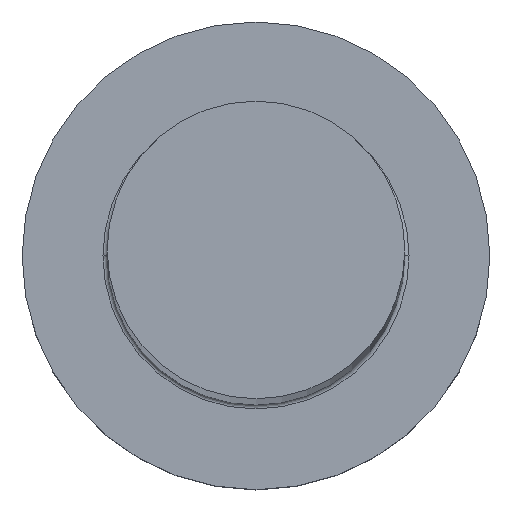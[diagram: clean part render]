
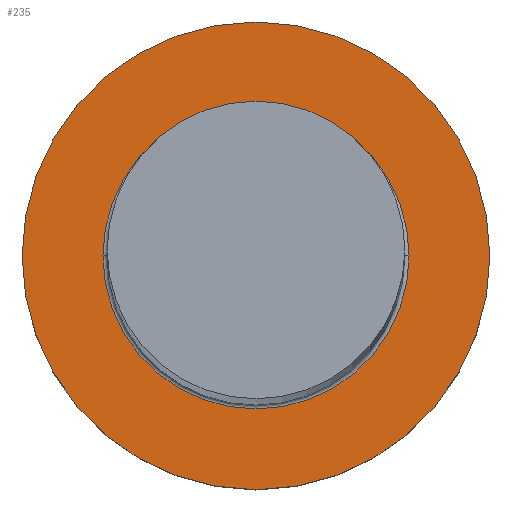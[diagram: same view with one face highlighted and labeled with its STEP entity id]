
A CAD part, top view. The second image highlights one B-rep face of the part: STEP entity #235.
In plain terms, the highlighted planar face has unit normal (0, 0, 1).
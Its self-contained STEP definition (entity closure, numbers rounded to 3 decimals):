
#1 = DIRECTION ( 'NONE',  ( 0., 0., 1. ) ) ;
#21 = DIRECTION ( 'NONE',  ( 0., 0., 1. ) ) ;
#22 = AXIS2_PLACEMENT_3D ( 'NONE', #226, #249, #135 ) ;
#29 = AXIS2_PLACEMENT_3D ( 'NONE', #234, #21, #240 ) ;
#33 = CIRCLE ( 'NONE', #194, 11. ) ;
#34 = EDGE_CURVE ( 'NONE', #180, #225, #155, .T. ) ;
#40 = CARTESIAN_POINT ( 'NONE',  ( 11., 0., 7. ) ) ;
#68 = CARTESIAN_POINT ( 'NONE',  ( -7.2, 0., 7. ) ) ;
#74 = EDGE_CURVE ( 'NONE', #148, #127, #33, .T. ) ;
#85 = DIRECTION ( 'NONE',  ( 1., 0., 0. ) ) ;
#86 = ORIENTED_EDGE ( 'NONE', *, *, #274, .T. ) ;
#106 = CARTESIAN_POINT ( 'NONE',  ( 0., 0., 7. ) ) ;
#114 = FACE_BOUND ( 'NONE', #305, .T. ) ;
#127 = VERTEX_POINT ( 'NONE', #40 ) ;
#135 = DIRECTION ( 'NONE',  ( 1., 0., 0. ) ) ;
#139 = PLANE ( 'NONE',  #232 ) ;
#142 = CARTESIAN_POINT ( 'NONE',  ( 0., 0., 7. ) ) ;
#148 = VERTEX_POINT ( 'NONE', #254 ) ;
#155 = CIRCLE ( 'NONE', #22, 7.2 ) ;
#160 = EDGE_CURVE ( 'NONE', #225, #180, #286, .T. ) ;
#163 = DIRECTION ( 'NONE',  ( 0., 0., -1. ) ) ;
#167 = AXIS2_PLACEMENT_3D ( 'NONE', #214, #163, #236 ) ;
#180 = VERTEX_POINT ( 'NONE', #211 ) ;
#183 = DIRECTION ( 'NONE',  ( 0., 0., 1. ) ) ;
#186 = ORIENTED_EDGE ( 'NONE', *, *, #74, .T. ) ;
#194 = AXIS2_PLACEMENT_3D ( 'NONE', #106, #183, #85 ) ;
#199 = ORIENTED_EDGE ( 'NONE', *, *, #34, .T. ) ;
#211 = CARTESIAN_POINT ( 'NONE',  ( 7.2, 0., 7. ) ) ;
#212 = DIRECTION ( 'NONE',  ( 1., 0., 0. ) ) ;
#214 = CARTESIAN_POINT ( 'NONE',  ( 0., 0., 7. ) ) ;
#219 = EDGE_LOOP ( 'NONE', ( #186, #86 ) ) ;
#222 = ORIENTED_EDGE ( 'NONE', *, *, #160, .T. ) ;
#225 = VERTEX_POINT ( 'NONE', #68 ) ;
#226 = CARTESIAN_POINT ( 'NONE',  ( 0., 0., 7. ) ) ;
#232 = AXIS2_PLACEMENT_3D ( 'NONE', #142, #1, #212 ) ;
#234 = CARTESIAN_POINT ( 'NONE',  ( 0., 0., 7. ) ) ;
#235 = ADVANCED_FACE ( 'NONE', ( #114, #281 ), #139, .T. ) ;
#236 = DIRECTION ( 'NONE',  ( 1., 0., 0. ) ) ;
#240 = DIRECTION ( 'NONE',  ( 1., 0., 0. ) ) ;
#249 = DIRECTION ( 'NONE',  ( 0., 0., -1. ) ) ;
#254 = CARTESIAN_POINT ( 'NONE',  ( -11., 0., 7. ) ) ;
#255 = CIRCLE ( 'NONE', #29, 11. ) ;
#274 = EDGE_CURVE ( 'NONE', #127, #148, #255, .T. ) ;
#281 = FACE_OUTER_BOUND ( 'NONE', #219, .T. ) ;
#286 = CIRCLE ( 'NONE', #167, 7.2 ) ;
#305 = EDGE_LOOP ( 'NONE', ( #199, #222 ) ) ;
